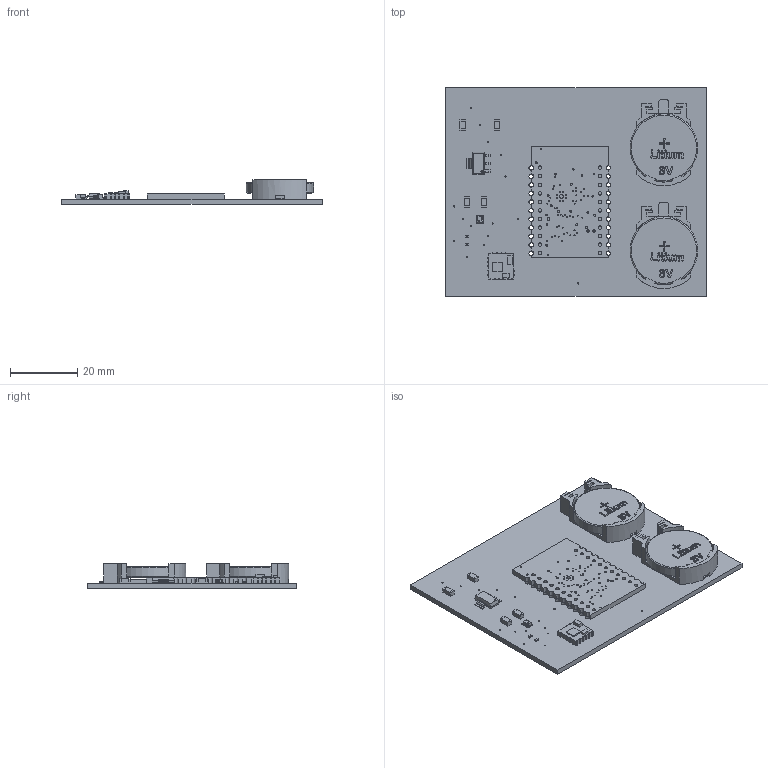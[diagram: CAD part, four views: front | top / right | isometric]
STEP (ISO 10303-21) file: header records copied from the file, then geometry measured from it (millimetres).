
FILE_DESCRIPTION(/* description */ (''),/* implementation_level */ '2;1');
FILE_NAME(/* name */ 'barom_full v4.step',/* time_stamp */ '2022-10-02T05:17:41+02:00',/* author */ (''),/* organization */ (''),/* preprocessor_version */ 'ST-DEVELOPER v19',/* originating_system */ 'Autodesk Translation Framework v11.7.0.108',/* authorisation */ '');
FILE_SCHEMA (('AUTOMOTIVE_DESIGN { 1 0 10303 214 3 1 1 }'));
Length unit declared in the file: millimetre
Products named in the file (12): barom_full; barometer; Board; Packages; BLUENRG-234BLEMODULE; XDCR_BMP280; C1206; R0402; Battery Keeper 2032 PART; LM1117MPX-3.3; MOD-WiFi-ESP8266-DEV_Rev_B2; Board_1
Assembly tree (16 placements, depth 4):
  barom_full
    barometer
      Board
      Packages
        BLUENRG-234BLEMODULE
        XDCR_BMP280
        C1206  x4
        R0402  x2
    Battery Keeper 2032 PART  x2
    LM1117MPX-3.3
    MOD-WiFi-ESP8266-DEV_Rev_B2
      Board_1
Bounding box: 77.45 x 61.9 x 7.32 mm (x, y, z)
Volume: 11953.5 mm3; surface area: 16738.1 mm2
Topology: 30 solids, 30 shells, 1179 faces, 3068 edges, 1978 vertices
Faces by surface type: plane 590, cylinder 351, bspline 190, sphere 32, torus 10, cone 6
Full cylindrical faces by diameter (mm): 0.2 x2, 0.3 x67, 0.35 x14, 0.4 x12, 0.5 x2, 0.6 x11, 0.65 x4, 0.7 x1, 1.016 x22, 1.2 x1, 1.3 x22, 20 x2
Entity records: 30586 total; most frequent: CARTESIAN_POINT 8758, ORIENTED_EDGE 4332, DIRECTION 4128, EDGE_CURVE 2166, VERTEX_POINT 1403, AXIS2_PLACEMENT_3D 1377, LINE 1374, VECTOR 1374
